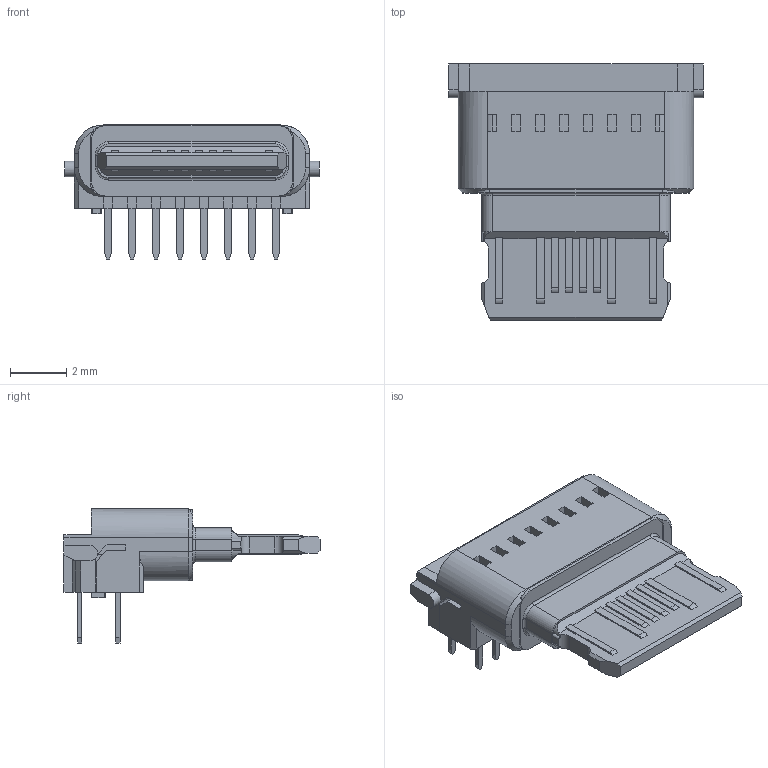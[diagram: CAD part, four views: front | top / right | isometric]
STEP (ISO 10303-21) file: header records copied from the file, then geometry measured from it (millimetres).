
FILE_DESCRIPTION (( 'STEP AP214' ), '1' );
FILE_NAME ('USB4085_GF_A_5_2.STEP', '2020-12-12T08:09:57', ( '' ), ( '' ), 'SwSTEP 2.0', 'SolidWorks 2019', '' );
FILE_SCHEMA (( 'AUTOMOTIVE_DESIGN' ));
Length unit declared in the file: millimetre
Products named in the file (2): USB4085_GF_A_5_2; USB4085_GF_A_3
Assembly tree (1 placements, depth 2):
  USB4085_GF_A_5_2
    USB4085_GF_A_3
Bounding box: 9.03 x 9.07 x 4.75 mm (x, y, z)
Volume: 117.4 mm3; surface area: 273.6 mm2
Topology: 1 solids, 1 shells, 436 faces, 1185 edges, 777 vertices
Faces by surface type: plane 368, cylinder 60, bspline 4, cone 4
Entity records: 18583 total; most frequent: CARTESIAN_POINT 2682, ORIENTED_EDGE 2370, DIRECTION 2151, EDGE_CURVE 1185, LINE 1023, VECTOR 1023, VERTEX_POINT 777, AXIS2_PLACEMENT_3D 564
